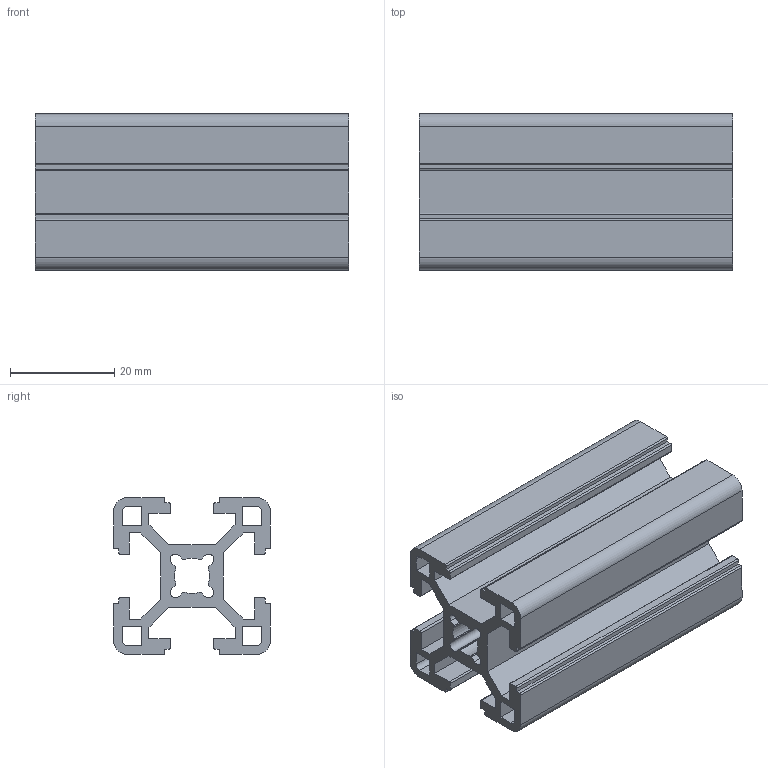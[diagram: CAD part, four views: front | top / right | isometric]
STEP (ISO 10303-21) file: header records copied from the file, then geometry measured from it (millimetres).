
FILE_DESCRIPTION (( 'STEP AP203' ), '1' );
FILE_NAME ('AL-P8-30-30-17517.STEP', '2021-06-25T01:54:07', ( '' ), ( '' ), 'SwSTEP 2.0', 'SolidWorks 2018', '' );
FILE_SCHEMA (( 'CONFIG_CONTROL_DESIGN' ));
Length unit declared in the file: millimetre
Products named in the file (2): AL-P8-30-30-17517
Bounding box: 60 x 30 x 30 mm (x, y, z)
Volume: 20588.3 mm3; surface area: 20247.8 mm2
Topology: 1 solids, 1 shells, 139 faces, 411 edges, 274 vertices
Faces by surface type: plane 86, cylinder 53
Entity records: 4826 total; most frequent: CARTESIAN_POINT 826, ORIENTED_EDGE 822, DIRECTION 799, EDGE_CURVE 411, VECTOR 305, LINE 305, VERTEX_POINT 274, AXIS2_PLACEMENT_3D 247
